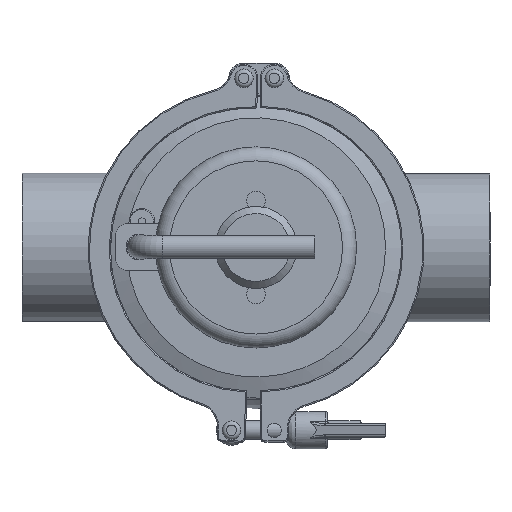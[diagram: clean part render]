
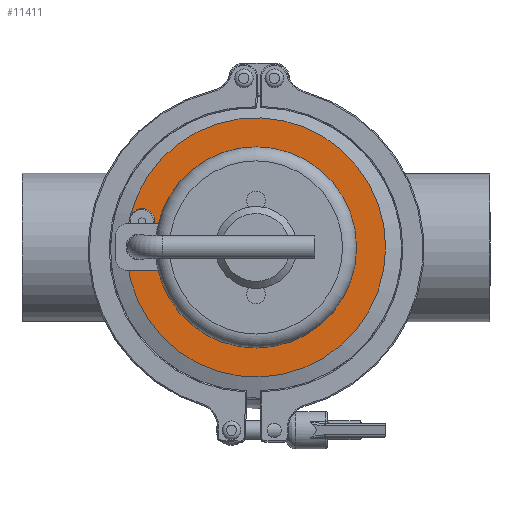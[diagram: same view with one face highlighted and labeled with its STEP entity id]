
A CAD part, front view. The second image highlights one B-rep face of the part: STEP entity #11411.
In plain terms, the highlighted planar face has unit normal (0, -1, 0).
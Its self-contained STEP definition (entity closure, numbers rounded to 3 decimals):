
#378=FACE_BOUND('',#1658,.T.);
#481=PLANE('',#12278);
#935=FACE_OUTER_BOUND('',#1657,.T.);
#1657=EDGE_LOOP('',(#7841,#7842,#7843,#7844,#7845,#7846));
#1658=EDGE_LOOP('',(#7847));
#2457=CIRCLE('',#12242,55.384);
#2459=CIRCLE('',#12244,55.384);
#2472=CIRCLE('',#12262,7.);
#2476=CIRCLE('',#12266,7.);
#2483=CIRCLE('',#12276,5.5);
#2484=CIRCLE('',#12277,5.5);
#2485=CIRCLE('',#12279,40.5);
#4585=VERTEX_POINT('',#18082);
#4586=VERTEX_POINT('',#18084);
#4589=VERTEX_POINT('',#18099);
#4612=VERTEX_POINT('',#18238);
#4617=VERTEX_POINT('',#18250);
#4622=VERTEX_POINT('',#18280);
#4623=VERTEX_POINT('',#18285);
#5787=EDGE_CURVE('',#4585,#4586,#2457,.T.);
#5791=EDGE_CURVE('',#4589,#4585,#2459,.T.);
#5819=EDGE_CURVE('',#4612,#4586,#2472,.T.);
#5826=EDGE_CURVE('',#4617,#4612,#2476,.T.);
#5835=EDGE_CURVE('',#4622,#4617,#2483,.T.);
#5837=EDGE_CURVE('',#4589,#4622,#2484,.T.);
#5838=EDGE_CURVE('',#4623,#4623,#2485,.T.);
#7841=ORIENTED_EDGE('',*,*,#5826,.T.);
#7842=ORIENTED_EDGE('',*,*,#5819,.T.);
#7843=ORIENTED_EDGE('',*,*,#5787,.F.);
#7844=ORIENTED_EDGE('',*,*,#5791,.F.);
#7845=ORIENTED_EDGE('',*,*,#5837,.T.);
#7846=ORIENTED_EDGE('',*,*,#5835,.T.);
#7847=ORIENTED_EDGE('',*,*,#5838,.T.);
#11411=ADVANCED_FACE('',(#935,#378),#481,.T.);
#12242=AXIS2_PLACEMENT_3D('',#18085,#14128,#14129);
#12244=AXIS2_PLACEMENT_3D('',#18106,#14132,#14133);
#12262=AXIS2_PLACEMENT_3D('',#18239,#14173,#14174);
#12266=AXIS2_PLACEMENT_3D('',#18251,#14184,#14185);
#12276=AXIS2_PLACEMENT_3D('',#18281,#14205,#14206);
#12277=AXIS2_PLACEMENT_3D('',#18283,#14208,#14209);
#12278=AXIS2_PLACEMENT_3D('',#18284,#14210,#14211);
#12279=AXIS2_PLACEMENT_3D('',#18286,#14212,#14213);
#14128=DIRECTION('center_axis',(0.,1.,0.));
#14129=DIRECTION('ref_axis',(-1.,0.,0.003));
#14132=DIRECTION('center_axis',(0.,1.,0.));
#14133=DIRECTION('ref_axis',(-1.,0.,0.003));
#14173=DIRECTION('center_axis',(0.,1.,0.));
#14174=DIRECTION('ref_axis',(-1.,0.,0.003));
#14184=DIRECTION('center_axis',(0.,1.,0.));
#14185=DIRECTION('ref_axis',(-1.,0.,0.003));
#14205=DIRECTION('center_axis',(0.,1.,0.));
#14206=DIRECTION('ref_axis',(-1.,0.,0.003));
#14208=DIRECTION('center_axis',(0.,1.,0.));
#14209=DIRECTION('ref_axis',(-1.,0.,0.003));
#14210=DIRECTION('center_axis',(0.,-1.,0.));
#14211=DIRECTION('ref_axis',(0.003,0.,
1.));
#14212=DIRECTION('center_axis',(0.,1.,0.));
#14213=DIRECTION('ref_axis',(-1.,0.,0.003));
#18082=CARTESIAN_POINT('',(55.383,-52.05,-0.193));
#18084=CARTESIAN_POINT('',(-55.2,-52.05,-4.512));
#18085=CARTESIAN_POINT('Origin',(0.,-52.05,0.));
#18099=CARTESIAN_POINT('',(-53.726,-52.05,13.449));
#18106=CARTESIAN_POINT('Origin',(0.,-52.05,0.));
#18238=CARTESIAN_POINT('',(-43.,-52.05,0.15));
#18239=CARTESIAN_POINT('Origin',(-50.,-52.05,0.174));
#18250=CARTESIAN_POINT('',(-46.357,-52.05,6.152));
#18251=CARTESIAN_POINT('Origin',(-50.,-52.05,0.174));
#18280=CARTESIAN_POINT('',(-43.252,-52.05,11.084));
#18281=CARTESIAN_POINT('Origin',(-48.752,-52.05,11.103));
#18283=CARTESIAN_POINT('Origin',(-48.752,-52.05,11.103));
#18284=CARTESIAN_POINT('Origin',(-47.942,-52.05,0.167));
#18285=CARTESIAN_POINT('',(0.141,-52.05,40.5));
#18286=CARTESIAN_POINT('Origin',(0.,-52.05,0.));
